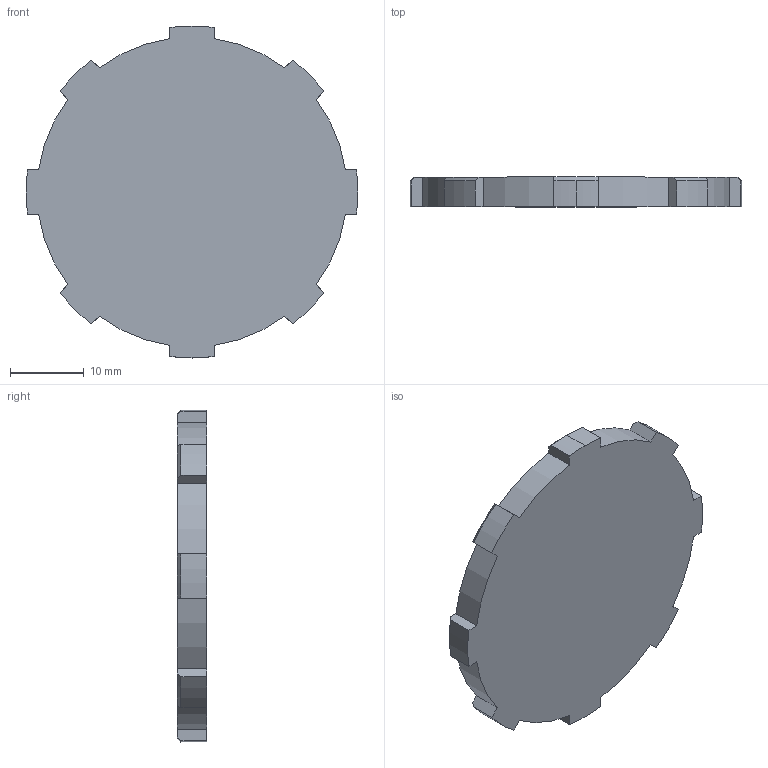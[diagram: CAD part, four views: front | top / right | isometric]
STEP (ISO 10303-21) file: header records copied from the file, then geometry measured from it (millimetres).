
FILE_DESCRIPTION (( 'STEP AP203' ), '1' );
FILE_NAME ('base_默认_sldprt.STEP', '2021-09-08T14:57:50', ( '' ), ( '' ), 'SwSTEP 2.0', 'SolidWorks 2020', '' );
FILE_SCHEMA (( 'CONFIG_CONTROL_DESIGN' ));
Length unit declared in the file: millimetre
Products named in the file (1): base_默认_sldprt
Bounding box: 44.96 x 4 x 45 mm (x, y, z)
Volume: 5824.7 mm3; surface area: 3523.9 mm2
Topology: 1 solids, 1 shells, 44 faces, 126 edges, 84 vertices
Faces by surface type: plane 18, cylinder 17, cone 9
Entity records: 1547 total; most frequent: CARTESIAN_POINT 303, ORIENTED_EDGE 252, DIRECTION 244, EDGE_CURVE 126, AXIS2_PLACEMENT_3D 89, VERTEX_POINT 84, LINE 66, VECTOR 66
